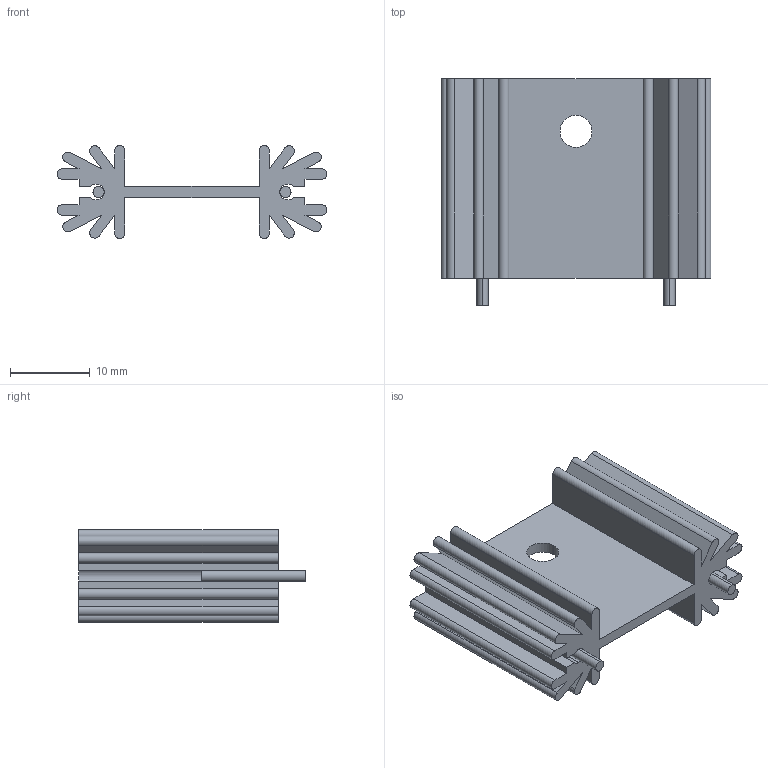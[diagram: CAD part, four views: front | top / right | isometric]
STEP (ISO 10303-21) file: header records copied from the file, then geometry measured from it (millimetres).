
FILE_DESCRIPTION (( 'STEP AP214' ), '1' );
FILE_NAME ('8BEBBA41-EDBA-488A-B2F4-3E648F7D8A06.STEP', '2009-02-12T21:28:32', ( 'sysAdmin' ), ( 'SolidWorks' ), 'SwSTEP 2.0', 'SolidWorks 2009', '' );
FILE_SCHEMA (( 'AUTOMOTIVE_DESIGN' ));
Length unit declared in the file: millimetre
Products named in the file (1): 8BEBBA41-EDBA-488A-B2F4-3E648F7D8A06
Bounding box: 33.8 x 28.4 x 11.6 mm (x, y, z)
Volume: 3639.1 mm3; surface area: 4809.9 mm2
Topology: 3 solids, 3 shells, 82 faces, 228 edges, 152 vertices
Faces by surface type: plane 48, cylinder 34
Entity records: 2663 total; most frequent: CARTESIAN_POINT 463, DIRECTION 462, ORIENTED_EDGE 456, EDGE_CURVE 228, LINE 160, VECTOR 160, VERTEX_POINT 152, AXIS2_PLACEMENT_3D 151
